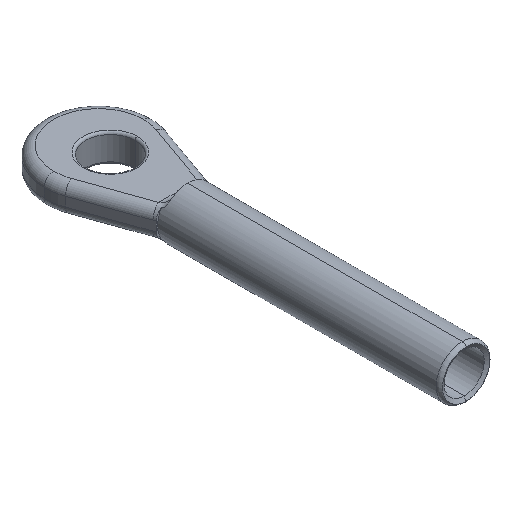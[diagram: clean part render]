
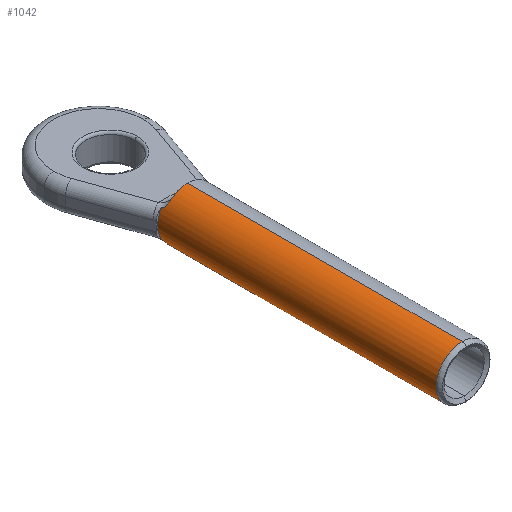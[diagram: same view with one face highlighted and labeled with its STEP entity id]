
A CAD part, isometric view. The second image highlights one B-rep face of the part: STEP entity #1042.
In plain terms, the highlighted cylindrical face has radius 5.5 mm (diameter 11 mm), a partial arc.
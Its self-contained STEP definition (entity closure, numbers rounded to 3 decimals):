
#4 = CARTESIAN_POINT ( 'NONE',  ( 3.875, -16.086, 0.624 ) ) ;
#5 = AXIS2_PLACEMENT_3D ( 'NONE', #231, #707, #1152 ) ;
#7 = DIRECTION ( 'NONE',  ( 0., 0., -1. ) ) ;
#12 = CARTESIAN_POINT ( 'NONE',  ( 4.132, -16.089, 0.5 ) ) ;
#17 = AXIS2_PLACEMENT_3D ( 'NONE', #1147, #1372, #115 ) ;
#22 = CARTESIAN_POINT ( 'NONE',  ( 2.688, -16.095, 1.455 ) ) ;
#39 = CARTESIAN_POINT ( 'NONE',  ( 2.086, -15.921, 2.117 ) ) ;
#72 = CARTESIAN_POINT ( 'NONE',  ( 6.424, -15.228, 0. ) ) ;
#88 = ORIENTED_EDGE ( 'NONE', *, *, #1119, .T. ) ;
#115 = DIRECTION ( 'NONE',  ( 0., 0., -1. ) ) ;
#118 = CARTESIAN_POINT ( 'NONE',  ( 1.813, -15.479, 8.5 ) ) ;
#144 = EDGE_CURVE ( 'NONE', #806, #192, #407, .T. ) ;
#148 = AXIS2_PLACEMENT_3D ( 'NONE', #439, #1033, #213 ) ;
#179 = EDGE_CURVE ( 'NONE', #192, #1277, #668, .T. ) ;
#192 = VERTEX_POINT ( 'NONE', #808 ) ;
#209 = ORIENTED_EDGE ( 'NONE', *, *, #1488, .T. ) ;
#213 = DIRECTION ( 'NONE',  ( 0., 0., -1. ) ) ;
#216 = CARTESIAN_POINT ( 'NONE',  ( 2.087, -15.922, 8.885 ) ) ;
#218 = CIRCLE ( 'NONE', #731, 5.5 ) ;
#231 = CARTESIAN_POINT ( 'NONE',  ( 6.424, -15.228, 5.5 ) ) ;
#258 = CARTESIAN_POINT ( 'NONE',  ( 2.887, -16.09, 1.28 ) ) ;
#293 = CARTESIAN_POINT ( 'NONE',  ( 3.751, -16.079, 10.307 ) ) ;
#295 = VERTEX_POINT ( 'NONE', #706 ) ;
#330 = VECTOR ( 'NONE', #1082, 1000. ) ;
#338 = CARTESIAN_POINT ( 'NONE',  ( 3.751, -16.079, 10.307 ) ) ;
#360 = CARTESIAN_POINT ( 'NONE',  ( 3.751, -16.079, 0.693 ) ) ;
#378 = VERTEX_POINT ( 'NONE', #601 ) ;
#384 = CARTESIAN_POINT ( 'NONE',  ( 4.132, -16.089, 0.5 ) ) ;
#385 = DIRECTION ( 'NONE',  ( 0., 1., 0. ) ) ;
#388 = CARTESIAN_POINT ( 'NONE',  ( 6.424, -16.089, 11. ) ) ;
#407 = B_SPLINE_CURVE_WITH_KNOTS ( 'NONE', 3,
 ( #883, #1327, #1217, #293 ),
 .UNSPECIFIED., .F., .F.,
 ( 4, 4 ),
 ( 0., 0. ),
 .UNSPECIFIED. ) ;
#412 = ORIENTED_EDGE ( 'NONE', *, *, #1310, .T. ) ;
#416 = VERTEX_POINT ( 'NONE', #956 ) ;
#418 = VERTEX_POINT ( 'NONE', #384 ) ;
#426 = B_SPLINE_CURVE_WITH_KNOTS ( 'NONE', 3,
 ( #489, #1159, #1391, #692, #828, #39, #1288, #957, #1060, #22, #258, #483, #1044, #360 ),
 .UNSPECIFIED., .F., .F.,
 ( 4, 2, 2, 2, 2, 2, 4 ),
 ( 0., 0., 0.001, 0.001, 0.002, 0.002, 0.003 ),
 .UNSPECIFIED. ) ;
#439 = CARTESIAN_POINT ( 'NONE',  ( 6.424, -15.228, 5.5 ) ) ;
#467 = ORIENTED_EDGE ( 'NONE', *, *, #1140, .T. ) ;
#483 = CARTESIAN_POINT ( 'NONE',  ( 3.302, -16.077, 0.964 ) ) ;
#489 = CARTESIAN_POINT ( 'NONE',  ( 1.765, -15.228, 2.576 ) ) ;
#493 = AXIS2_PLACEMENT_3D ( 'NONE', #1164, #948, #7 ) ;
#551 = FACE_OUTER_BOUND ( 'NONE', #1226, .T. ) ;
#555 = VECTOR ( 'NONE', #969, 1000. ) ;
#592 = CIRCLE ( 'NONE', #17, 5.5 ) ;
#599 = VERTEX_POINT ( 'NONE', #1352 ) ;
#601 = CARTESIAN_POINT ( 'NONE',  ( 3.751, -16.079, 0.693 ) ) ;
#610 = CARTESIAN_POINT ( 'NONE',  ( 6.424, -15.228, 11. ) ) ;
#629 = CARTESIAN_POINT ( 'NONE',  ( 4.132, -16.089, 10.5 ) ) ;
#668 = B_SPLINE_CURVE_WITH_KNOTS ( 'NONE', 3,
 ( #338, #901, #1260, #670, #1038, #1376, #216, #1254, #789, #118, #1027, #1142 ),
 .UNSPECIFIED., .F., .F.,
 ( 4, 2, 2, 2, 2, 4 ),
 ( 0., 0.002, 0.002, 0.002, 0.003, 0.003 ),
 .UNSPECIFIED. ) ;
#670 = CARTESIAN_POINT ( 'NONE',  ( 2.419, -16.058, 9.273 ) ) ;
#675 = ORIENTED_EDGE ( 'NONE', *, *, #918, .F. ) ;
#692 = CARTESIAN_POINT ( 'NONE',  ( 1.897, -15.692, 2.375 ) ) ;
#705 = EDGE_CURVE ( 'NONE', #794, #806, #592, .T. ) ;
#706 = CARTESIAN_POINT ( 'NONE',  ( 6.424, -74.228, 11. ) ) ;
#707 = DIRECTION ( 'NONE',  ( 0., -1., 0. ) ) ;
#722 = ORIENTED_EDGE ( 'NONE', *, *, #144, .T. ) ;
#731 = AXIS2_PLACEMENT_3D ( 'NONE', #1419, #385, #822 ) ;
#746 = LINE ( 'NONE', #72, #330 ) ;
#789 = CARTESIAN_POINT ( 'NONE',  ( 1.897, -15.693, 8.625 ) ) ;
#794 = VERTEX_POINT ( 'NONE', #388 ) ;
#806 = VERTEX_POINT ( 'NONE', #629 ) ;
#808 = CARTESIAN_POINT ( 'NONE',  ( 3.751, -16.079, 10.307 ) ) ;
#820 = CARTESIAN_POINT ( 'NONE',  ( 1.765, -15.228, 2.576 ) ) ;
#822 = DIRECTION ( 'NONE',  ( 0., 0., 1. ) ) ;
#826 = CARTESIAN_POINT ( 'NONE',  ( 4.002, -16.089, 0.56 ) ) ;
#828 = CARTESIAN_POINT ( 'NONE',  ( 1.952, -15.782, 2.296 ) ) ;
#836 = CARTESIAN_POINT ( 'NONE',  ( 3.751, -16.079, 0.693 ) ) ;
#856 = CIRCLE ( 'NONE', #493, 5.5 ) ;
#883 = CARTESIAN_POINT ( 'NONE',  ( 4.132, -16.089, 10.5 ) ) ;
#901 = CARTESIAN_POINT ( 'NONE',  ( 3.292, -16.055, 10.052 ) ) ;
#918 = EDGE_CURVE ( 'NONE', #794, #295, #1317, .T. ) ;
#948 = DIRECTION ( 'NONE',  ( 0., -1., 0. ) ) ;
#956 = CARTESIAN_POINT ( 'NONE',  ( 6.424, -16.089, 0. ) ) ;
#957 = CARTESIAN_POINT ( 'NONE',  ( 2.328, -16.037, 1.827 ) ) ;
#969 = DIRECTION ( 'NONE',  ( 0., -1., 0. ) ) ;
#1027 = CARTESIAN_POINT ( 'NONE',  ( 1.784, -15.356, 8.454 ) ) ;
#1033 = DIRECTION ( 'NONE',  ( 0., -1., 0. ) ) ;
#1036 = ORIENTED_EDGE ( 'NONE', *, *, #705, .T. ) ;
#1038 = CARTESIAN_POINT ( 'NONE',  ( 2.33, -16.038, 9.176 ) ) ;
#1042 = ADVANCED_FACE ( 'NONE', ( #551 ), #1370, .T. ) ;
#1044 = CARTESIAN_POINT ( 'NONE',  ( 3.521, -16.067, 0.821 ) ) ;
#1060 = CARTESIAN_POINT ( 'NONE',  ( 2.415, -16.057, 1.732 ) ) ;
#1082 = DIRECTION ( 'NONE',  ( 0., -1., 0. ) ) ;
#1095 = ORIENTED_EDGE ( 'NONE', *, *, #179, .T. ) ;
#1115 = ORIENTED_EDGE ( 'NONE', *, *, #1209, .T. ) ;
#1119 = EDGE_CURVE ( 'NONE', #599, #295, #218, .T. ) ;
#1140 = EDGE_CURVE ( 'NONE', #1416, #378, #426, .T. ) ;
#1142 = CARTESIAN_POINT ( 'NONE',  ( 1.765, -15.228, 8.424 ) ) ;
#1147 = CARTESIAN_POINT ( 'NONE',  ( 6.424, -16.089, 5.5 ) ) ;
#1152 = DIRECTION ( 'NONE',  ( 0., 0., -1. ) ) ;
#1159 = CARTESIAN_POINT ( 'NONE',  ( 1.784, -15.355, 2.546 ) ) ;
#1164 = CARTESIAN_POINT ( 'NONE',  ( 6.424, -16.089, 5.5 ) ) ;
#1182 = CIRCLE ( 'NONE', #5, 5.5 ) ;
#1196 = EDGE_CURVE ( 'NONE', #1277, #1416, #1182, .T. ) ;
#1209 = EDGE_CURVE ( 'NONE', #418, #416, #856, .T. ) ;
#1217 = CARTESIAN_POINT ( 'NONE',  ( 3.875, -16.086, 10.376 ) ) ;
#1226 = EDGE_LOOP ( 'NONE', ( #675, #1036, #722, #1095, #1475, #467, #209, #1115, #412, #88 ) ) ;
#1254 = CARTESIAN_POINT ( 'NONE',  ( 1.954, -15.785, 8.707 ) ) ;
#1260 = CARTESIAN_POINT ( 'NONE',  ( 2.878, -16.119, 9.737 ) ) ;
#1277 = VERTEX_POINT ( 'NONE', #1426 ) ;
#1288 = CARTESIAN_POINT ( 'NONE',  ( 2.162, -15.969, 2.021 ) ) ;
#1310 = EDGE_CURVE ( 'NONE', #416, #599, #746, .T. ) ;
#1317 = LINE ( 'NONE', #610, #555 ) ;
#1327 = CARTESIAN_POINT ( 'NONE',  ( 4.002, -16.089, 10.44 ) ) ;
#1352 = CARTESIAN_POINT ( 'NONE',  ( 6.424, -74.228, 0. ) ) ;
#1370 = CYLINDRICAL_SURFACE ( 'NONE', #148, 5.5 ) ;
#1372 = DIRECTION ( 'NONE',  ( 0., -1., 0. ) ) ;
#1376 = CARTESIAN_POINT ( 'NONE',  ( 2.165, -15.971, 8.983 ) ) ;
#1391 = CARTESIAN_POINT ( 'NONE',  ( 1.812, -15.476, 2.502 ) ) ;
#1416 = VERTEX_POINT ( 'NONE', #820 ) ;
#1419 = CARTESIAN_POINT ( 'NONE',  ( 6.424, -74.228, 5.5 ) ) ;
#1426 = CARTESIAN_POINT ( 'NONE',  ( 1.765, -15.228, 8.424 ) ) ;
#1459 = B_SPLINE_CURVE_WITH_KNOTS ( 'NONE', 3,
 ( #836, #4, #826, #12 ),
 .UNSPECIFIED., .F., .F.,
 ( 4, 4 ),
 ( 0.002, 0.003 ),
 .UNSPECIFIED. ) ;
#1475 = ORIENTED_EDGE ( 'NONE', *, *, #1196, .T. ) ;
#1488 = EDGE_CURVE ( 'NONE', #378, #418, #1459, .T. ) ;
